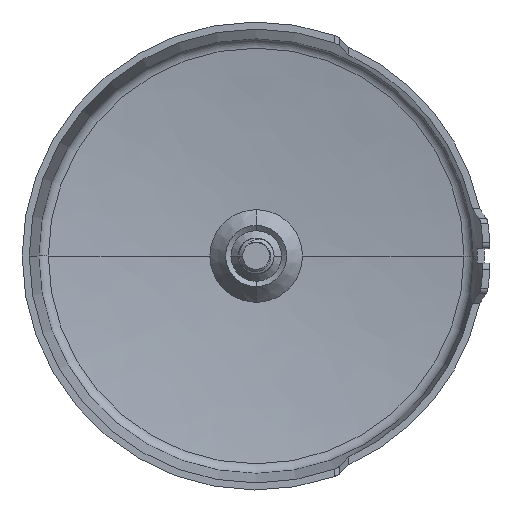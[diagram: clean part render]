
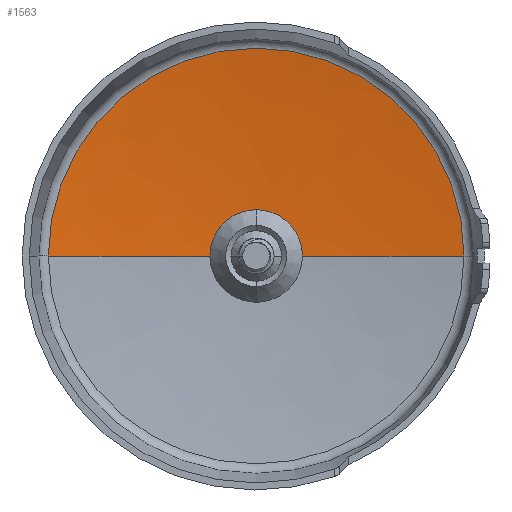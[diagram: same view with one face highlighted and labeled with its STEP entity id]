
A CAD part, front view. The second image highlights one B-rep face of the part: STEP entity #1563.
In plain terms, the highlighted free-form (B-spline) face has degree [3, 3] with [7, 4] control points.
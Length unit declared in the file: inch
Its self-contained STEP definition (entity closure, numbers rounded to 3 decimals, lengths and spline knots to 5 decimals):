
#794=CARTESIAN_POINT('',(0.,0.47734,0.));
#795=DIRECTION('',(0.,-1.,0.));
#796=DIRECTION('',(0.,0.,1.));
#797=AXIS2_PLACEMENT_3D('',#794,#795,#796);
#802=CARTESIAN_POINT('',(0.,0.36661,0.));
#803=DIRECTION('',(0.,-1.,0.));
#804=DIRECTION('',(1.,0.,0.));
#805=AXIS2_PLACEMENT_3D('',#802,#803,#804);
#810=CARTESIAN_POINT('',(0.,0.47734,0.));
#811=DIRECTION('',(0.,-1.,0.));
#812=DIRECTION('',(1.,0.,0.));
#813=AXIS2_PLACEMENT_3D('',#810,#811,#812);
#834=CARTESIAN_POINT('',(-0.31597,-11.26877,0.));
#835=DIRECTION('',(0.,0.,-1.));
#836=DIRECTION('',(0.054,0.999,0.));
#837=AXIS2_PLACEMENT_3D('',#834,#835,#836);
#850=CARTESIAN_POINT('',(0.31597,-11.26877,0.));
#851=DIRECTION('',(0.,0.,1.));
#852=DIRECTION('',(-0.054,0.999,0.));
#853=AXIS2_PLACEMENT_3D('',#850,#851,#852);
#1002=CARTESIAN_POINT('',(1.41214,0.36661,0.));
#1003=CARTESIAN_POINT('',(-1.41214,0.36661,0.));
#1004=VERTEX_POINT('',#1002);
#1005=VERTEX_POINT('',#1003);
#1016=CARTESIAN_POINT('',(0.,0.47734,0.31436));
#1017=CARTESIAN_POINT('',(-0.31436,0.47734,0.));
#1018=VERTEX_POINT('',#1016);
#1019=VERTEX_POINT('',#1017);
#1020=CARTESIAN_POINT('',(0.31436,0.47734,0.));
#1021=VERTEX_POINT('',#1020);
#1523=CARTESIAN_POINT('',(0.29174,0.47851,
-0.01835));
#1524=CARTESIAN_POINT('',(0.67326,0.45871,
-0.04236));
#1525=CARTESIAN_POINT('',(1.05336,0.4203,
-0.06627));
#1526=CARTESIAN_POINT('',(1.43114,0.36335,
-0.09004));
#1527=CARTESIAN_POINT('',(0.30303,0.47851,
0.16118));
#1528=CARTESIAN_POINT('',(0.69933,0.45871,
0.37196));
#1529=CARTESIAN_POINT('',(1.09415,0.4203,
0.58197));
#1530=CARTESIAN_POINT('',(1.48655,0.36335,
0.79068));
#1531=CARTESIAN_POINT('',(0.17989,0.47851,
0.29231));
#1532=CARTESIAN_POINT('',(0.41514,0.45871,
0.67459));
#1533=CARTESIAN_POINT('',(0.64952,0.4203,
1.05544));
#1534=CARTESIAN_POINT('',(0.88246,0.36335,
1.43397));
#1535=CARTESIAN_POINT('',(0.,0.47851,0.29231));
#1536=CARTESIAN_POINT('',(0.,0.45871,0.67459));
#1537=CARTESIAN_POINT('',(0.,0.4203,1.05544));
#1538=CARTESIAN_POINT('',(0.,0.36335,1.43397));
#1539=CARTESIAN_POINT('',(-0.17989,0.47851,
0.29231));
#1540=CARTESIAN_POINT('',(-0.41514,0.45871,
0.67459));
#1541=CARTESIAN_POINT('',(-0.64952,0.4203,
1.05544));
#1542=CARTESIAN_POINT('',(-0.88246,0.36335,
1.43397));
#1543=CARTESIAN_POINT('',(-0.30303,0.47851,
0.16118));
#1544=CARTESIAN_POINT('',(-0.69933,0.45871,
0.37196));
#1545=CARTESIAN_POINT('',(-1.09415,0.4203,
0.58197));
#1546=CARTESIAN_POINT('',(-1.48655,0.36335,
0.79068));
#1547=CARTESIAN_POINT('',(-0.29174,0.47851,
-0.01835));
#1548=CARTESIAN_POINT('',(-0.67326,0.45871,
-0.04236));
#1549=CARTESIAN_POINT('',(-1.05336,0.4203,
-0.06627));
#1550=CARTESIAN_POINT('',(-1.43114,0.36335,
-0.09004));
#1551=(BOUNDED_SURFACE()B_SPLINE_SURFACE(3,3,((#1523,#1524,#1525,#1526),(#1527,
#1528,#1529,#1530),(#1531,#1532,#1533,#1534),(#1535,#1536,#1537,#1538),(#1539,
#1540,#1541,#1542),(#1543,#1544,#1545,#1546),(#1547,#1548,#1549,#1550)),
.UNSPECIFIED.,.F.,.F.,.F.)B_SPLINE_SURFACE_WITH_KNOTS((4,3,4),(4,4),(0.,1.,
2.),(0.,1.),.UNSPECIFIED.)GEOMETRIC_REPRESENTATION_ITEM()RATIONAL_B_SPLINE_SURFACE(((1.188,1.187,1.187,1.188),(
0.938,0.937,0.937,0.938),(
0.938,0.937,0.937,0.938),(
1.188,1.187,1.187,1.188),(
0.938,0.937,0.937,0.938),(
0.938,0.937,0.937,0.938),(
1.188,1.187,1.187,1.188)))REPRESENTATION_ITEM('')SURFACE());
#1553=ORIENTED_EDGE('',*,*,#1552,.T.);
#1555=ORIENTED_EDGE('',*,*,#1554,.T.);
#1557=ORIENTED_EDGE('',*,*,#1556,.F.);
#1559=ORIENTED_EDGE('',*,*,#1558,.F.);
#1560=ORIENTED_EDGE('',*,*,#1511,.T.);
#1561=EDGE_LOOP('',(#1553,#1555,#1557,#1559,#1560));
#1562=FACE_OUTER_BOUND('',#1561,.F.);
#798=CIRCLE('',#797,0.31436);
#806=CIRCLE('',#805,1.41214);
#814=CIRCLE('',#813,0.31436);
#838=CIRCLE('',#837,11.76302);
#854=CIRCLE('',#853,11.76302);
#1511=EDGE_CURVE('',#1021,#1018,#814,.T.);
#1552=EDGE_CURVE('',#1018,#1019,#798,.T.);
#1554=EDGE_CURVE('',#1019,#1005,#854,.T.);
#1556=EDGE_CURVE('',#1004,#1005,#806,.T.);
#1558=EDGE_CURVE('',#1021,#1004,#838,.T.);
#1563=ADVANCED_FACE('',(#1562),#1551,.F.);
